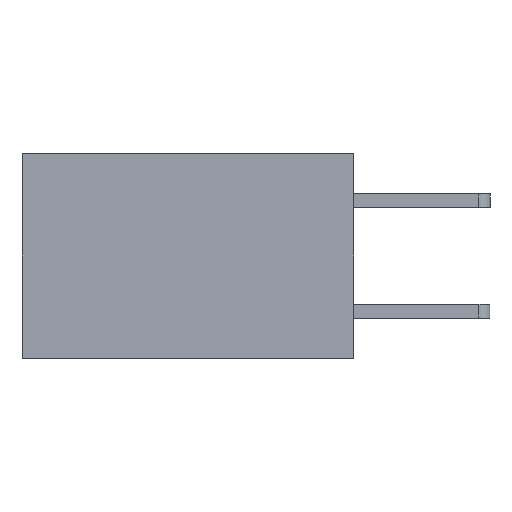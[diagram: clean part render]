
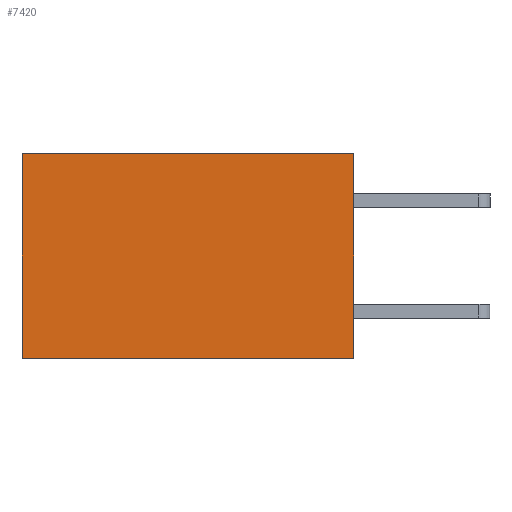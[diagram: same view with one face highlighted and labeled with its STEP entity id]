
A CAD part, left-side view. The second image highlights one B-rep face of the part: STEP entity #7420.
In plain terms, the highlighted planar face has unit normal (-1, 0, 0).
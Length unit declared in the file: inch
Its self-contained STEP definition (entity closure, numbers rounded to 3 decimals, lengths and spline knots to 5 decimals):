
#225 = EDGE_LOOP ( 'NONE', ( #837, #4738, #3923, #7485 ) ) ;
#567 = DIRECTION ( 'NONE',  ( 1., 0., 0. ) ) ;
#607 = CARTESIAN_POINT ( 'NONE',  ( 0.2875, 0., 0. ) ) ;
#837 = ORIENTED_EDGE ( 'NONE', *, *, #2063, .T. ) ;
#1239 = DIRECTION ( 'NONE',  ( 0., 1., 0. ) ) ;
#1409 = LINE ( 'NONE', #4876, #3332 ) ;
#1461 = FACE_OUTER_BOUND ( 'NONE', #225, .T. ) ;
#2063 = EDGE_CURVE ( 'NONE', #8663, #4569, #7645, .T. ) ;
#2245 = LINE ( 'NONE', #607, #6401 ) ;
#2412 = DIRECTION ( 'NONE',  ( 0., 1., 0. ) ) ;
#2542 = VECTOR ( 'NONE', #10090, 39.37008 ) ;
#3154 = AXIS2_PLACEMENT_3D ( 'NONE', #4085, #567, #4874 ) ;
#3155 = CARTESIAN_POINT ( 'NONE',  ( 0.2875, 0., -0.37 ) ) ;
#3311 = VERTEX_POINT ( 'NONE', #4508 ) ;
#3325 = VECTOR ( 'NONE', #1239, 39.37008 ) ;
#3332 = VECTOR ( 'NONE', #8294, 39.37008 ) ;
#3923 = ORIENTED_EDGE ( 'NONE', *, *, #8819, .F. ) ;
#4085 = CARTESIAN_POINT ( 'NONE',  ( 0.2875, 0., 0. ) ) ;
#4186 = CARTESIAN_POINT ( 'NONE',  ( 0.2875, 0.6, -0.37 ) ) ;
#4508 = CARTESIAN_POINT ( 'NONE',  ( 0.2875, 0., 0. ) ) ;
#4569 = VERTEX_POINT ( 'NONE', #4186 ) ;
#4738 = ORIENTED_EDGE ( 'NONE', *, *, #7330, .F. ) ;
#4874 = DIRECTION ( 'NONE',  ( 0., 0., -1. ) ) ;
#4876 = CARTESIAN_POINT ( 'NONE',  ( 0.2875, 0., 0. ) ) ;
#6401 = VECTOR ( 'NONE', #2412, 39.37008 ) ;
#6501 = CARTESIAN_POINT ( 'NONE',  ( 0.2875, 0.6, 0. ) ) ;
#7279 = CARTESIAN_POINT ( 'NONE',  ( 0.2875, 0., -0.37 ) ) ;
#7330 = EDGE_CURVE ( 'NONE', #9235, #4569, #8865, .T. ) ;
#7420 = ADVANCED_FACE ( 'NONE', ( #1461 ), #7554, .F. ) ;
#7485 = ORIENTED_EDGE ( 'NONE', *, *, #9154, .T. ) ;
#7554 = PLANE ( 'NONE',  #3154 ) ;
#7645 = LINE ( 'NONE', #10147, #2542 ) ;
#8294 = DIRECTION ( 'NONE',  ( 0., 0., -1. ) ) ;
#8663 = VERTEX_POINT ( 'NONE', #6501 ) ;
#8819 = EDGE_CURVE ( 'NONE', #3311, #9235, #1409, .T. ) ;
#8865 = LINE ( 'NONE', #7279, #3325 ) ;
#9154 = EDGE_CURVE ( 'NONE', #3311, #8663, #2245, .T. ) ;
#9235 = VERTEX_POINT ( 'NONE', #3155 ) ;
#10090 = DIRECTION ( 'NONE',  ( 0., 0., -1. ) ) ;
#10147 = CARTESIAN_POINT ( 'NONE',  ( 0.2875, 0.6, 0. ) ) ;
